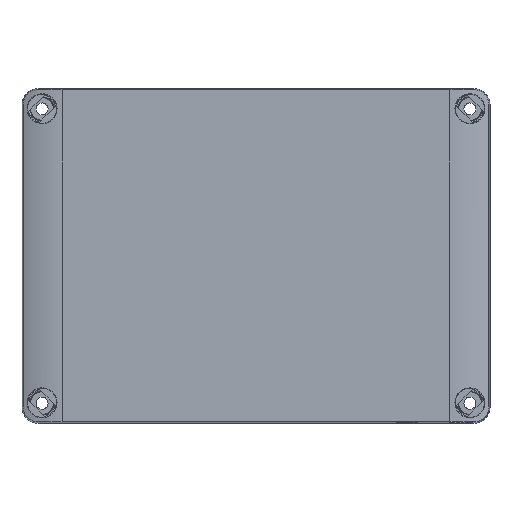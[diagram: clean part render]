
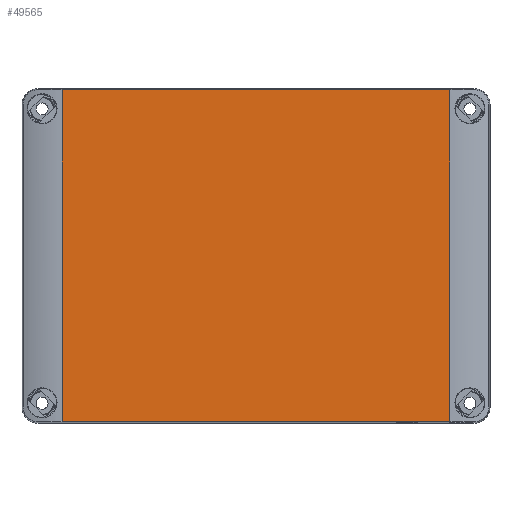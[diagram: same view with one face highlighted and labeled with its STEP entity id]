
A CAD part, top view. The second image highlights one B-rep face of the part: STEP entity #49565.
In plain terms, the highlighted planar face has unit normal (0, 0, 1).
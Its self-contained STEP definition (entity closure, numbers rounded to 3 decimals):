
#46189=DIRECTION('',(1.,0.,0.));
#46190=VECTOR('',#46189,145.);
#46191=CARTESIAN_POINT('',(-72.5,-62.064,25.));
#46192=LINE('',#46191,#46190);
#46349=DIRECTION('',(0.,1.,0.));
#46350=VECTOR('',#46349,124.127);
#46351=CARTESIAN_POINT('',(72.5,-62.064,25.));
#46352=LINE('',#46351,#46350);
#46445=DIRECTION('',(1.,0.,0.));
#46446=VECTOR('',#46445,145.);
#46447=CARTESIAN_POINT('',(-72.5,62.064,25.));
#46448=LINE('',#46447,#46446);
#46458=DIRECTION('',(0.,1.,0.));
#46459=VECTOR('',#46458,124.127);
#46460=CARTESIAN_POINT('',(-72.5,-62.064,25.));
#46461=LINE('',#46460,#46459);
#49087=CARTESIAN_POINT('',(-72.5,-62.064,25.));
#49088=CARTESIAN_POINT('',(72.5,-62.064,25.));
#49089=VERTEX_POINT('',#49087);
#49090=VERTEX_POINT('',#49088);
#49091=CARTESIAN_POINT('',(-72.5,62.064,25.));
#49092=CARTESIAN_POINT('',(72.5,62.064,25.));
#49093=VERTEX_POINT('',#49091);
#49094=VERTEX_POINT('',#49092);
#49553=CARTESIAN_POINT('',(-72.5,-62.5,25.));
#49554=DIRECTION('',(0.,0.,1.));
#49555=DIRECTION('',(1.,0.,0.));
#49556=AXIS2_PLACEMENT_3D('',#49553,#49554,#49555);
#49557=PLANE('',#49556);
#49558=ORIENTED_EDGE('',*,*,#49422,.F.);
#49560=ORIENTED_EDGE('',*,*,#49559,.T.);
#49561=ORIENTED_EDGE('',*,*,#49542,.T.);
#49562=ORIENTED_EDGE('',*,*,#49501,.F.);
#49563=EDGE_LOOP('',(#49558,#49560,#49561,#49562));
#49564=FACE_OUTER_BOUND('',#49563,.F.);
#49565=ADVANCED_FACE('',(#49564),#49557,.T.);
#49422=EDGE_CURVE('',#49089,#49090,#46192,.T.);
#49501=EDGE_CURVE('',#49090,#49094,#46352,.T.);
#49542=EDGE_CURVE('',#49093,#49094,#46448,.T.);
#49559=EDGE_CURVE('',#49089,#49093,#46461,.T.);
